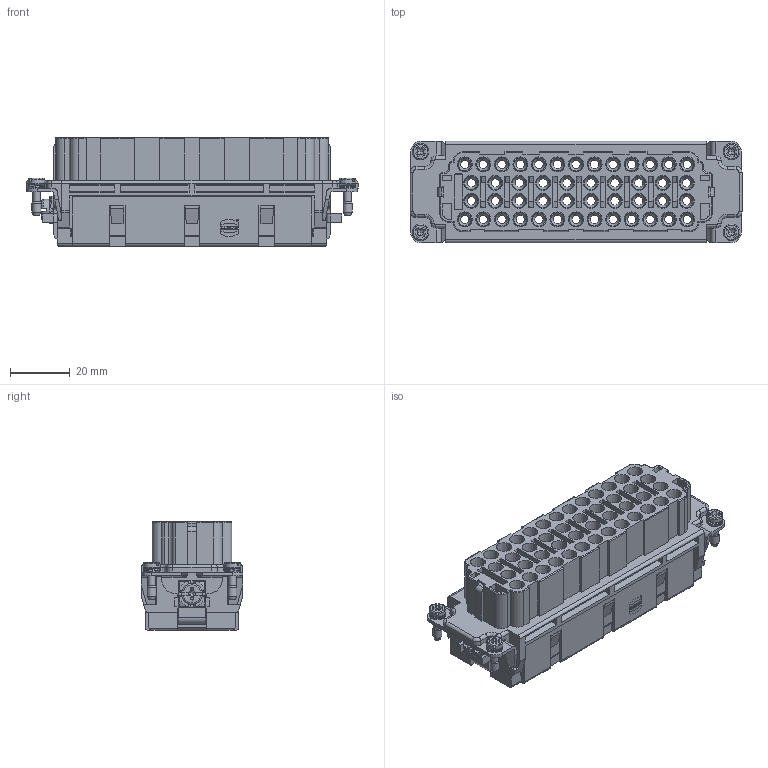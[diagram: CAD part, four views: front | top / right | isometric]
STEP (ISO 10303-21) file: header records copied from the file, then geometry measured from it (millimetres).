
FILE_DESCRIPTION(/* description */ (''),/* implementation_level */ '2;1');
FILE_NAME(/* name */ '100677797ugm000_b.stp',/* time_stamp */ '2017-11-02T07:46:23+01:00',/* author */ (''),/* organization */ (''),/* preprocessor_version */ 'ST-DEVELOPER v16',/* originating_system */ 'SIEMENS PLM Software NX 10.0',/* authorisation */ '');
FILE_SCHEMA (('AUTOMOTIVE_DESIGN { 1 0 10303 214 3 1 1 1 }'));
Products named in the file (1): 100677797ugm000_b
Bounding box: 111 x 34 x 36.25 mm (x, y, z)
Volume: 61379.8 mm3; surface area: 55597.5 mm2
Topology: 1 solids, 1 shells, 1706 faces, 6863 edges, 7522 vertices
Faces by surface type: plane 979, cylinder 398, cone 179, bspline 142, torus 8
Full cylindrical faces by diameter (mm): 2.438 x2, 2.47 x3, 2.5 x6, 2.57 x4, 2.8 x46, 3 x4, 3.242 x1, 3.5 x1, 3.7 x1, 4 x1, 4.5 x2, 4.8 x46, 5.5 x4, 7 x1
Entity records: 91922 total; most frequent: CARTESIAN_POINT 25824, DIRECTION 8498, ORIENTED_EDGE 8488, EDGE_CURVE 4244, PRESENTATION_STYLE_ASSIGNMENT 4066, LINE 2998, VECTOR 2998, VERTEX_POINT 2933
